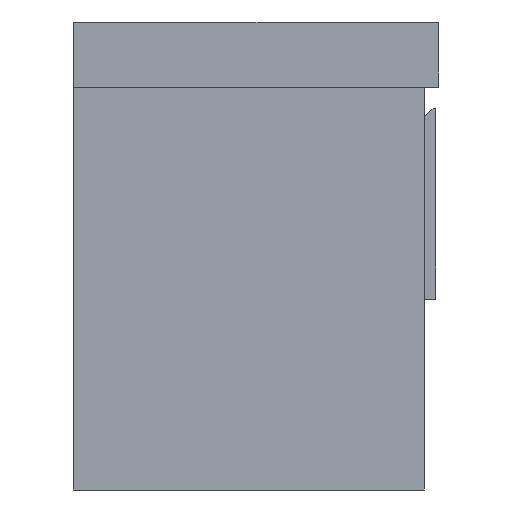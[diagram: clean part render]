
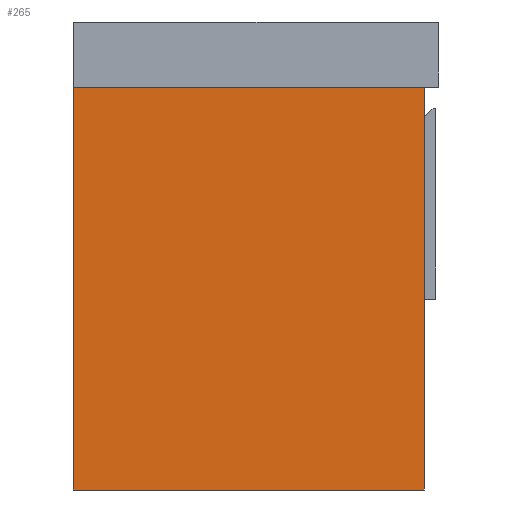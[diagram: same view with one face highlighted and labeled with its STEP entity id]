
A CAD part, left-side view. The second image highlights one B-rep face of the part: STEP entity #265.
In plain terms, the highlighted planar face has unit normal (-1, 0, 0).
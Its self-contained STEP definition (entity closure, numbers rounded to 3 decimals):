
#265=ADVANCED_FACE('',(#331),#1062,.T.);
#331=FACE_OUTER_BOUND('',#397,.T.);
#397=EDGE_LOOP('',(#573,#574,#575,#576));
#573=ORIENTED_EDGE('',*,*,#762,.T.);
#574=ORIENTED_EDGE('',*,*,#763,.T.);
#575=ORIENTED_EDGE('',*,*,#764,.T.);
#576=ORIENTED_EDGE('',*,*,#760,.F.);
#760=EDGE_CURVE('',#989,#990,#890,.T.);
#762=EDGE_CURVE('',#989,#991,#892,.T.);
#763=EDGE_CURVE('',#991,#992,#893,.T.);
#764=EDGE_CURVE('',#992,#990,#894,.T.);
#890=B_SPLINE_CURVE_WITH_KNOTS('',1,(#1873,#1874),.UNSPECIFIED.,.F.,.F.,
(2,2),(0.,480.),.UNSPECIFIED.);
#892=B_SPLINE_CURVE_WITH_KNOTS('',1,(#1877,#1878),.UNSPECIFIED.,.F.,.F.,
(2,2),(0.,550.),.UNSPECIFIED.);
#893=B_SPLINE_CURVE_WITH_KNOTS('',1,(#1879,#1880),.UNSPECIFIED.,.F.,.F.,
(2,2),(0.,480.),.UNSPECIFIED.);
#894=B_SPLINE_CURVE_WITH_KNOTS('',1,(#1881,#1882),.UNSPECIFIED.,.F.,.F.,
(2,2),(0.,550.),.UNSPECIFIED.);
#989=VERTEX_POINT('',#1859);
#990=VERTEX_POINT('',#1860);
#991=VERTEX_POINT('',#1861);
#992=VERTEX_POINT('',#1862);
#1062=PLANE('',#1228);
#1228=AXIS2_PLACEMENT_3D('',#1851,#1306,$);
#1306=DIRECTION('',(-1.,0.,0.));
#1851=CARTESIAN_POINT('',(-444.,-330.,-48.));
#1859=CARTESIAN_POINT('',(-444.,275.,0.));
#1860=CARTESIAN_POINT('',(-444.,275.,480.));
#1861=CARTESIAN_POINT('',(-444.,-275.,0.));
#1862=CARTESIAN_POINT('',(-444.,-275.,480.));
#1873=CARTESIAN_POINT('',(-444.,275.,0.));
#1874=CARTESIAN_POINT('',(-444.,275.,480.));
#1877=CARTESIAN_POINT('',(-444.,275.,0.));
#1878=CARTESIAN_POINT('',(-444.,-275.,0.));
#1879=CARTESIAN_POINT('',(-444.,-275.,0.));
#1880=CARTESIAN_POINT('',(-444.,-275.,480.));
#1881=CARTESIAN_POINT('',(-444.,-275.,480.));
#1882=CARTESIAN_POINT('',(-444.,275.,480.));
